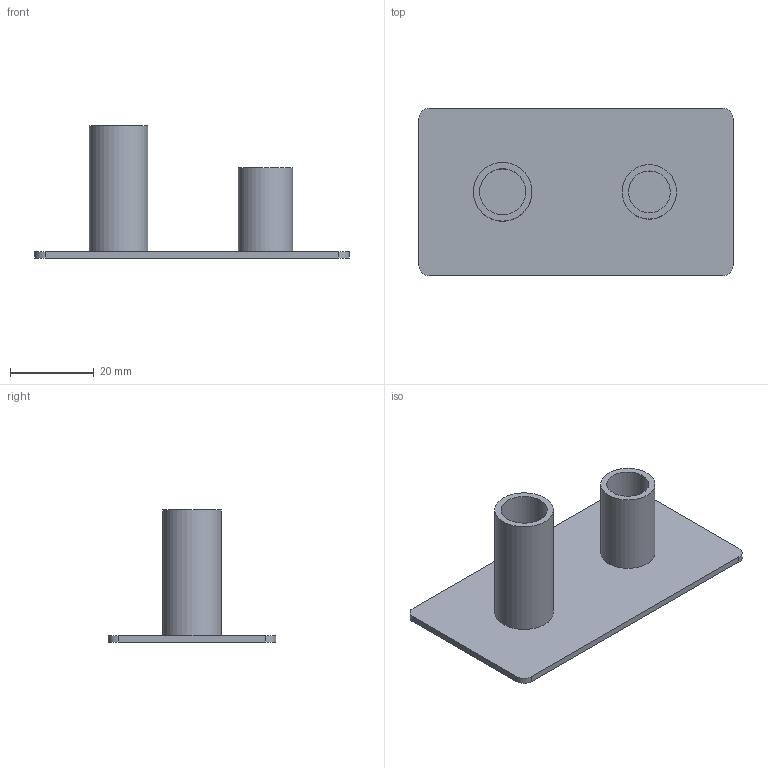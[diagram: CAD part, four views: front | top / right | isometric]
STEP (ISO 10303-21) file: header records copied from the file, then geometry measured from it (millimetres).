
FILE_DESCRIPTION(('FreeCAD Model'),'2;1');
FILE_NAME('Open CASCADE Shape Model','2023-12-16T17:47:38',(''),(''), 'Open CASCADE STEP processor 7.6','FreeCAD','Unknown');
FILE_SCHEMA(('AUTOMOTIVE_DESIGN { 1 0 10303 214 1 1 1 1 }'));
Length unit declared in the file: millimetre
Products named in the file (4): Unnamed; Baseplate; Holder1; Holder2
Assembly tree (3 placements, depth 2):
  Unnamed
    Baseplate
    Holder1
    Holder2
Bounding box: 75 x 40 x 31.5 mm (x, y, z)
Volume: 7342.9 mm3; surface area: 10355.4 mm2
Topology: 3 solids, 3 shells, 18 faces, 36 edges, 24 vertices
Faces by surface type: plane 10, cylinder 8
Full cylindrical faces by diameter (mm): 10 x1, 11 x1, 13 x1, 14 x1
Entity records: 1044 total; most frequent: DIRECTION 168, CARTESIAN_POINT 154, LINE 76, VECTOR 76, ORIENTED_EDGE 72, PCURVE 72, DEFINITIONAL_REPRESENTATION 72, AXIS2_PLACEMENT_3D 38
